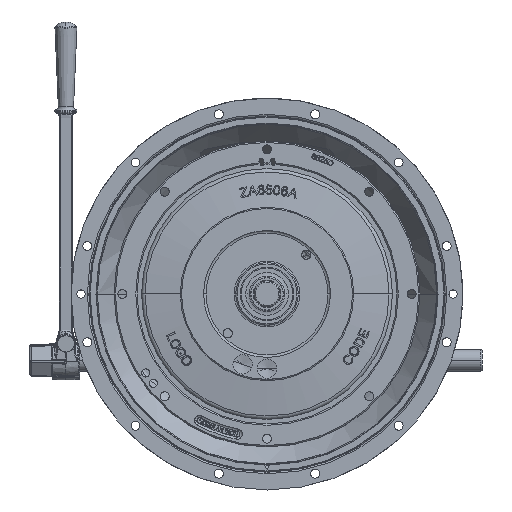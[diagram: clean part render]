
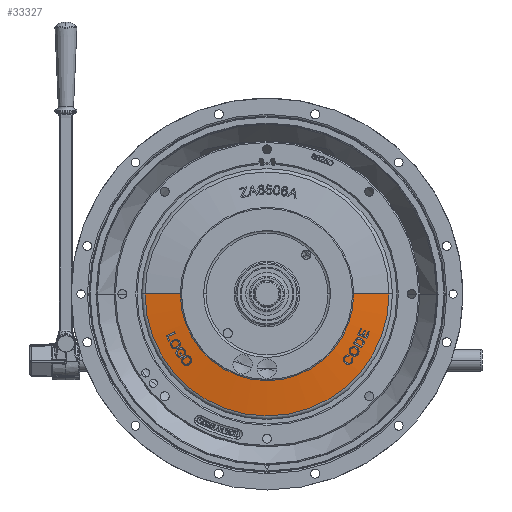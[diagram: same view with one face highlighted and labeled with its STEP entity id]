
A CAD part, top view. The second image highlights one B-rep face of the part: STEP entity #33327.
In plain terms, the highlighted conical face has half-angle 82.418 degrees and reference radius 140.507 mm.
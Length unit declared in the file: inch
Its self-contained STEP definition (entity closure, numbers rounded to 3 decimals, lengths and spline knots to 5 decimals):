
#21064 = CARTESIAN_POINT ( 'NONE',  ( -5.53179, 0., 0.30991 ) ) ;
#21067 = CARTESIAN_POINT ( 'NONE',  ( 5.53179, 0., 0.30991 ) ) ;
#21070 = CARTESIAN_POINT ( 'NONE',  ( 3.92981, 0., 0.52316 ) ) ;
#21943 = VERTEX_POINT ( 'NONE', #21064 ) ;
#21946 = VERTEX_POINT ( 'NONE', #21067 ) ;
#21949 = VERTEX_POINT ( 'NONE', #21070 ) ;
#26239 = LINE ( 'NONE', #44263, #26252 ) ;
#26249 = LINE ( 'NONE', #44258, #26251 ) ;
#26251 = VECTOR ( 'NONE', #44259, 39.37008 ) ;
#26252 = VECTOR ( 'NONE', #44264, 39.37008 ) ;
#26256 = CIRCLE ( 'NONE', #126300, 3.92981 ) ;
#33327 = ADVANCED_FACE ( 'NONE', ( #127554 ), #127534, .T. ) ;
#44258 = CARTESIAN_POINT ( 'NONE',  ( 5.53179, 0., 0.30991 ) ) ;
#44259 = DIRECTION ( 'NONE',  ( 0.991, 0., -0.132 ) ) ;
#44262 = CARTESIAN_POINT ( 'NONE',  ( 0., 0., 0.52316 ) ) ;
#44263 = CARTESIAN_POINT ( 'NONE',  ( -5.53179, 0., 0.30991 ) ) ;
#44264 = DIRECTION ( 'NONE',  ( -0.991, 0., -0.132 ) ) ;
#44269 = DIRECTION ( 'NONE',  ( 0., 0., 1. ) ) ;
#44270 = DIRECTION ( 'NONE',  ( 1., 0., 0. ) ) ;
#45406 = EDGE_CURVE ( 'NONE', #21949, #21946, #26249, .T. ) ;
#45410 = EDGE_CURVE ( 'NONE', #79667, #21943, #26239, .T. ) ;
#45415 = EDGE_CURVE ( 'NONE', #79667, #21949, #26256, .T. ) ;
#54837 = AXIS2_PLACEMENT_3D ( 'NONE', #126018, #125986, #125962 ) ;
#79667 = VERTEX_POINT ( 'NONE', #110818 ) ;
#96149 = EDGE_LOOP ( 'NONE', ( #136309, #136311, #136313, #136315 ) ) ;
#102557 = CIRCLE ( 'NONE', #111512, 5.53179 ) ;
#110818 = CARTESIAN_POINT ( 'NONE',  ( -3.92981, 0., 0.52316 ) ) ;
#111512 = AXIS2_PLACEMENT_3D ( 'NONE', #123669, #123674, #123677 ) ;
#116639 = EDGE_CURVE ( 'NONE', #21943, #21946, #102557, .T. ) ;
#123669 = CARTESIAN_POINT ( 'NONE',  ( 0., 0., 0.30991 ) ) ;
#123674 = DIRECTION ( 'NONE',  ( 0., 0., 1. ) ) ;
#123677 = DIRECTION ( 'NONE',  ( 1., 0., 0. ) ) ;
#125962 = DIRECTION ( 'NONE',  ( -1., 0., 0. ) ) ;
#125986 = DIRECTION ( 'NONE',  ( 0., 0., -1. ) ) ;
#126018 = CARTESIAN_POINT ( 'NONE',  ( 0., 0., 0.30991 ) ) ;
#126300 = AXIS2_PLACEMENT_3D ( 'NONE', #44262, #44269, #44270 ) ;
#127534 = CONICAL_SURFACE ( 'NONE', #54837, 5.53179, 1.438 ) ;
#127554 = FACE_OUTER_BOUND ( 'NONE', #96149, .T. ) ;
#136309 = ORIENTED_EDGE ( 'NONE', *, *, #45406, .F. ) ;
#136311 = ORIENTED_EDGE ( 'NONE', *, *, #45415, .F. ) ;
#136313 = ORIENTED_EDGE ( 'NONE', *, *, #45410, .T. ) ;
#136315 = ORIENTED_EDGE ( 'NONE', *, *, #116639, .T. ) ;
